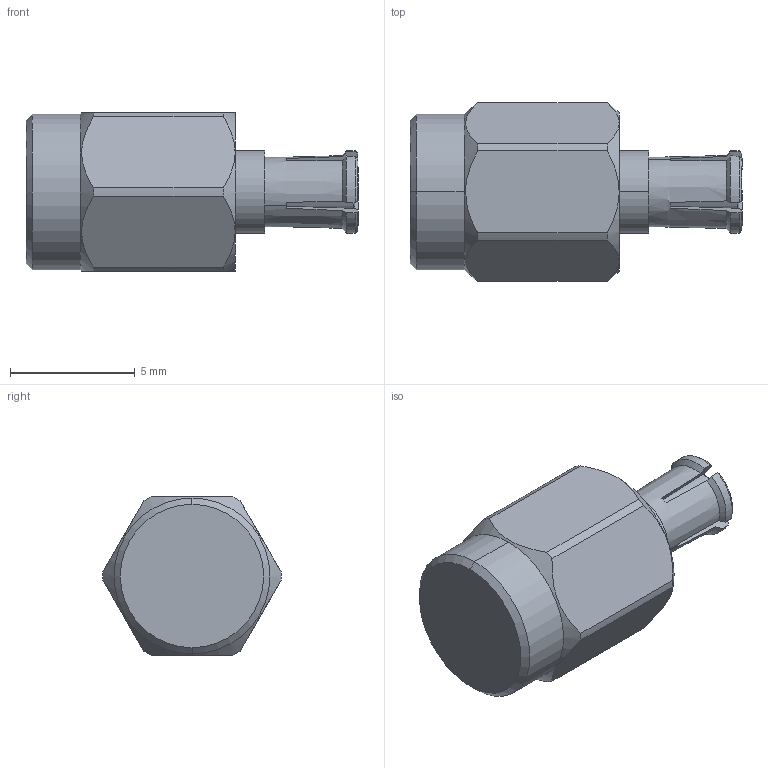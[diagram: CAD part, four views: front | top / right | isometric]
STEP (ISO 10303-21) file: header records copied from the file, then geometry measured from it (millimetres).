
FILE_DESCRIPTION (( 'STEP AP214' ), '1' );
FILE_NAME ('FMTR1113_3D.step', '2024-04-25T23:27:22', ( '' ), ( '' ), 'SwSTEP 2.0', 'SolidWorks 2022', '' );
FILE_SCHEMA (( 'AUTOMOTIVE_DESIGN' ));
Length unit declared in the file: inch
Products named in the file (1): FMTR1113_3D
Bounding box: 13.3 x 7.15 x 6.35 mm (x, y, z)
Volume: 310.9 mm3; surface area: 325.8 mm2
Topology: 1 solids, 1 shells, 87 faces, 250 edges, 172 vertices
Faces by surface type: plane 27, cone 24, cylinder 24, bspline 12
Entity records: 3624 total; most frequent: CARTESIAN_POINT 1546, ORIENTED_EDGE 500, DIRECTION 354, EDGE_CURVE 250, VERTEX_POINT 172, AXIS2_PLACEMENT_3D 152, EDGE_LOOP 94, ADVANCED_FACE 87
